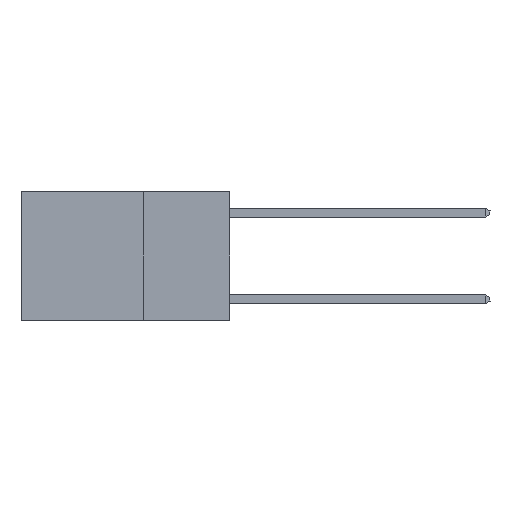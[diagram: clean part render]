
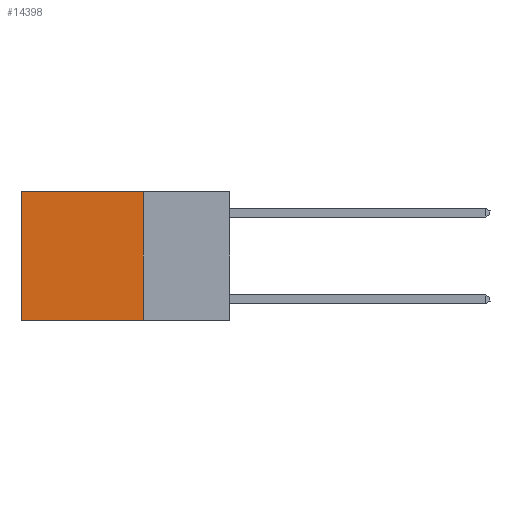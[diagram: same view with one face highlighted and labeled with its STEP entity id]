
A CAD part, left-side view. The second image highlights one B-rep face of the part: STEP entity #14398.
In plain terms, the highlighted planar face has unit normal (-1, 0, 0).
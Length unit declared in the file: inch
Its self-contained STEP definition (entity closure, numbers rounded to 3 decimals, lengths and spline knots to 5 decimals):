
#28 = DIRECTION ( 'NONE',  ( 0., 1., 0. ) ) ;
#712 = DIRECTION ( 'NONE',  ( 0., 0., -1. ) ) ;
#1168 = LINE ( 'NONE', #1432, #24178 ) ;
#1358 = DIRECTION ( 'NONE',  ( 0., 1., 0. ) ) ;
#1432 = CARTESIAN_POINT ( 'NONE',  ( 0.2625, 0.6, 0. ) ) ;
#2800 = CARTESIAN_POINT ( 'NONE',  ( 0.2625, 0.6, 0. ) ) ;
#3621 = FACE_OUTER_BOUND ( 'NONE', #10087, .T. ) ;
#3827 = VECTOR ( 'NONE', #1358, 39.37008 ) ;
#5312 = CARTESIAN_POINT ( 'NONE',  ( 0.2625, 0.25, 0. ) ) ;
#6228 = LINE ( 'NONE', #6647, #10364 ) ;
#6647 = CARTESIAN_POINT ( 'NONE',  ( 0.2625, 0.25, 0. ) ) ;
#6763 = ORIENTED_EDGE ( 'NONE', *, *, #16083, .T. ) ;
#8848 = EDGE_CURVE ( 'NONE', #20677, #25465, #24957, .T. ) ;
#9762 = ORIENTED_EDGE ( 'NONE', *, *, #27675, .F. ) ;
#10087 = EDGE_LOOP ( 'NONE', ( #6763, #27439, #9762, #26366 ) ) ;
#10364 = VECTOR ( 'NONE', #28, 39.37008 ) ;
#11769 = AXIS2_PLACEMENT_3D ( 'NONE', #12653, #27761, #14956 ) ;
#12653 = CARTESIAN_POINT ( 'NONE',  ( 0.2625, 0.25, 0. ) ) ;
#14398 = ADVANCED_FACE ( 'NONE', ( #3621 ), #23316, .F. ) ;
#14956 = DIRECTION ( 'NONE',  ( 0., 0., -1. ) ) ;
#15792 = EDGE_CURVE ( 'NONE', #21924, #19928, #6228, .T. ) ;
#15822 = VECTOR ( 'NONE', #712, 39.37008 ) ;
#16083 = EDGE_CURVE ( 'NONE', #19928, #25465, #1168, .T. ) ;
#18304 = CARTESIAN_POINT ( 'NONE',  ( 0.2625, 0.25, -0.37 ) ) ;
#19928 = VERTEX_POINT ( 'NONE', #2800 ) ;
#20497 = CARTESIAN_POINT ( 'NONE',  ( 0.2625, 0.25, -0.37 ) ) ;
#20677 = VERTEX_POINT ( 'NONE', #18304 ) ;
#21924 = VERTEX_POINT ( 'NONE', #26130 ) ;
#23316 = PLANE ( 'NONE',  #11769 ) ;
#24178 = VECTOR ( 'NONE', #27753, 39.37008 ) ;
#24855 = LINE ( 'NONE', #5312, #15822 ) ;
#24957 = LINE ( 'NONE', #20497, #3827 ) ;
#25465 = VERTEX_POINT ( 'NONE', #27089 ) ;
#26130 = CARTESIAN_POINT ( 'NONE',  ( 0.2625, 0.25, 0. ) ) ;
#26366 = ORIENTED_EDGE ( 'NONE', *, *, #15792, .T. ) ;
#27089 = CARTESIAN_POINT ( 'NONE',  ( 0.2625, 0.6, -0.37 ) ) ;
#27439 = ORIENTED_EDGE ( 'NONE', *, *, #8848, .F. ) ;
#27675 = EDGE_CURVE ( 'NONE', #21924, #20677, #24855, .T. ) ;
#27753 = DIRECTION ( 'NONE',  ( 0., 0., -1. ) ) ;
#27761 = DIRECTION ( 'NONE',  ( 1., 0., 0. ) ) ;
